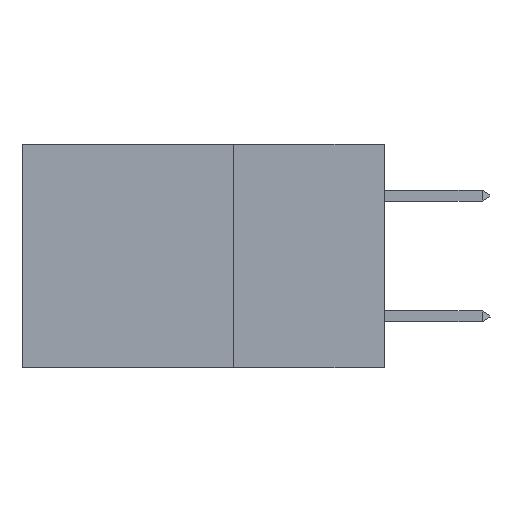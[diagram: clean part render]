
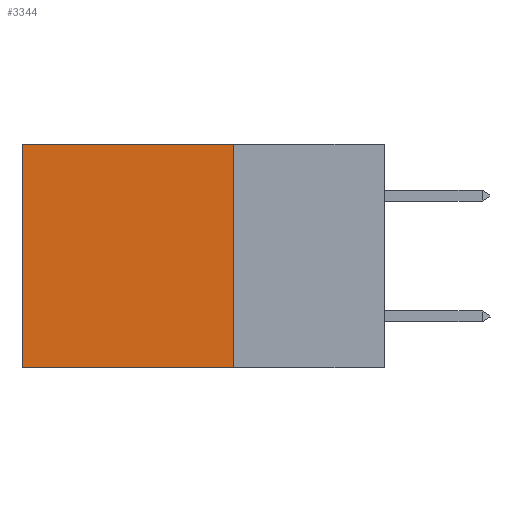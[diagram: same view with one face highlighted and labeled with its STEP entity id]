
A CAD part, left-side view. The second image highlights one B-rep face of the part: STEP entity #3344.
In plain terms, the highlighted planar face has unit normal (-1, 0, 0).
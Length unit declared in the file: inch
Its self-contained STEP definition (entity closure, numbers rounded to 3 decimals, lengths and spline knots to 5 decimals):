
#164 = EDGE_CURVE ( 'NONE', #28743, #18992, #16380, .T. ) ;
#219 = DIRECTION ( 'NONE',  ( 0., 1., 0. ) ) ;
#3188 = CARTESIAN_POINT ( 'NONE',  ( 0.2875, 0.25, 0. ) ) ;
#3344 = ADVANCED_FACE ( 'NONE', ( #17349 ), #13889, .F. ) ;
#4593 = VECTOR ( 'NONE', #39564, 39.37008 ) ;
#5287 = ORIENTED_EDGE ( 'NONE', *, *, #32441, .F. ) ;
#6302 = CARTESIAN_POINT ( 'NONE',  ( 0.2875, 0.25, 0. ) ) ;
#6705 = DIRECTION ( 'NONE',  ( 0., 1., 0. ) ) ;
#6956 = VERTEX_POINT ( 'NONE', #35562 ) ;
#7800 = VECTOR ( 'NONE', #219, 39.37008 ) ;
#8601 = CARTESIAN_POINT ( 'NONE',  ( 0.2875, 0.25, 0. ) ) ;
#9785 = DIRECTION ( 'NONE',  ( 0., 0., -1. ) ) ;
#10175 = ORIENTED_EDGE ( 'NONE', *, *, #25357, .T. ) ;
#13889 = PLANE ( 'NONE',  #24977 ) ;
#15255 = VERTEX_POINT ( 'NONE', #27877 ) ;
#16380 = LINE ( 'NONE', #6302, #27356 ) ;
#17291 = DIRECTION ( 'NONE',  ( 1., 0., 0. ) ) ;
#17349 = FACE_OUTER_BOUND ( 'NONE', #17991, .T. ) ;
#17411 = CARTESIAN_POINT ( 'NONE',  ( 0.2875, 0.25, -0.37 ) ) ;
#17991 = EDGE_LOOP ( 'NONE', ( #10175, #5287, #18482, #33968 ) ) ;
#18482 = ORIENTED_EDGE ( 'NONE', *, *, #164, .F. ) ;
#18992 = VERTEX_POINT ( 'NONE', #41416 ) ;
#21812 = LINE ( 'NONE', #3188, #28537 ) ;
#22722 = LINE ( 'NONE', #26445, #4593 ) ;
#24087 = EDGE_CURVE ( 'NONE', #28743, #15255, #21812, .T. ) ;
#24977 = AXIS2_PLACEMENT_3D ( 'NONE', #33641, #17291, #40319 ) ;
#25357 = EDGE_CURVE ( 'NONE', #15255, #6956, #22722, .T. ) ;
#26445 = CARTESIAN_POINT ( 'NONE',  ( 0.2875, 0.6, 0. ) ) ;
#27356 = VECTOR ( 'NONE', #9785, 39.37008 ) ;
#27877 = CARTESIAN_POINT ( 'NONE',  ( 0.2875, 0.6, 0. ) ) ;
#28537 = VECTOR ( 'NONE', #6705, 39.37008 ) ;
#28743 = VERTEX_POINT ( 'NONE', #8601 ) ;
#32441 = EDGE_CURVE ( 'NONE', #18992, #6956, #43116, .T. ) ;
#33641 = CARTESIAN_POINT ( 'NONE',  ( 0.2875, 0.25, 0. ) ) ;
#33968 = ORIENTED_EDGE ( 'NONE', *, *, #24087, .T. ) ;
#35562 = CARTESIAN_POINT ( 'NONE',  ( 0.2875, 0.6, -0.37 ) ) ;
#39564 = DIRECTION ( 'NONE',  ( 0., 0., -1. ) ) ;
#40319 = DIRECTION ( 'NONE',  ( 0., 0., -1. ) ) ;
#41416 = CARTESIAN_POINT ( 'NONE',  ( 0.2875, 0.25, -0.37 ) ) ;
#43116 = LINE ( 'NONE', #17411, #7800 ) ;
